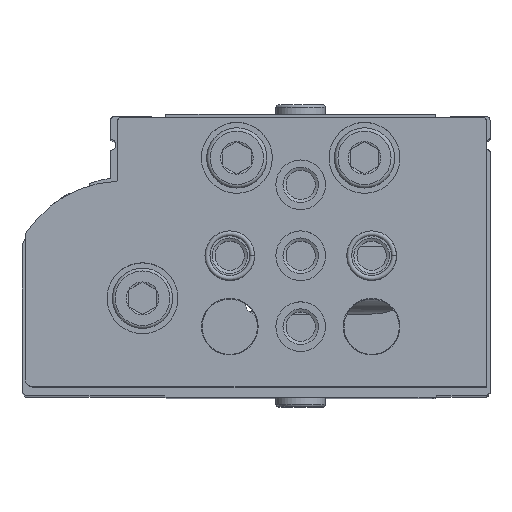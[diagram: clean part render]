
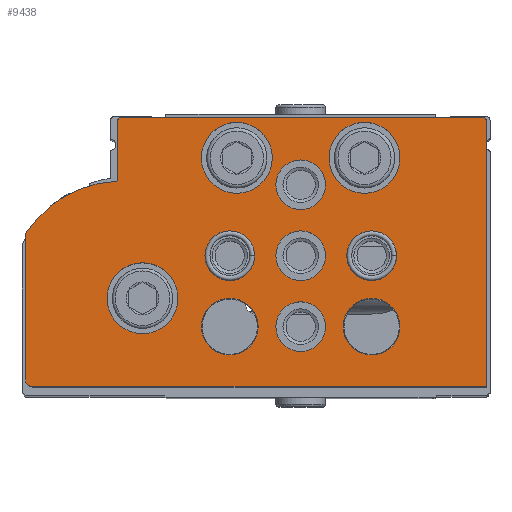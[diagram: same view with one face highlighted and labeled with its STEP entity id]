
A CAD part, top view. The second image highlights one B-rep face of the part: STEP entity #9438.
In plain terms, the highlighted face is planar.
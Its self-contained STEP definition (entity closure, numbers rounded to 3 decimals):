
#951=LINE('',#15877,#1676);
#953=LINE('',#15881,#1678);
#956=LINE('',#15889,#1681);
#961=LINE('',#15905,#1686);
#964=LINE('',#15913,#1689);
#1676=VECTOR('',#12915,1000.);
#1678=VECTOR('',#12919,1000.);
#1681=VECTOR('',#12928,1000.);
#1686=VECTOR('',#12947,1000.);
#1689=VECTOR('',#12956,1000.);
#3632=ORIENTED_EDGE('',*,*,#5301,.T.);
#3633=ORIENTED_EDGE('',*,*,#5302,.T.);
#3634=ORIENTED_EDGE('',*,*,#5303,.T.);
#3635=ORIENTED_EDGE('',*,*,#5304,.T.);
#3636=ORIENTED_EDGE('',*,*,#5305,.T.);
#3637=ORIENTED_EDGE('',*,*,#5306,.T.);
#3638=ORIENTED_EDGE('',*,*,#5307,.T.);
#3639=ORIENTED_EDGE('',*,*,#5308,.T.);
#3640=ORIENTED_EDGE('',*,*,#5309,.T.);
#3641=ORIENTED_EDGE('',*,*,#5310,.T.);
#3642=ORIENTED_EDGE('',*,*,#5278,.F.);
#3643=ORIENTED_EDGE('',*,*,#5299,.F.);
#3644=ORIENTED_EDGE('',*,*,#5297,.F.);
#3645=ORIENTED_EDGE('',*,*,#5295,.F.);
#3646=ORIENTED_EDGE('',*,*,#5293,.T.);
#3647=ORIENTED_EDGE('',*,*,#5291,.F.);
#3648=ORIENTED_EDGE('',*,*,#5289,.F.);
#3649=ORIENTED_EDGE('',*,*,#5287,.F.);
#3650=ORIENTED_EDGE('',*,*,#5285,.F.);
#3651=ORIENTED_EDGE('',*,*,#5283,.F.);
#3652=ORIENTED_EDGE('',*,*,#5281,.F.);
#5278=EDGE_CURVE('',#6301,#6302,#6885,.T.);
#5281=EDGE_CURVE('',#6302,#6303,#951,.T.);
#5283=EDGE_CURVE('',#6303,#6304,#953,.T.);
#5285=EDGE_CURVE('',#6304,#6305,#6886,.T.);
#5287=EDGE_CURVE('',#6305,#6306,#956,.T.);
#5289=EDGE_CURVE('',#6306,#6307,#6887,.T.);
#5291=EDGE_CURVE('',#6307,#6308,#6888,.T.);
#5293=EDGE_CURVE('',#6309,#6308,#6889,.T.);
#5295=EDGE_CURVE('',#6309,#6310,#961,.T.);
#5297=EDGE_CURVE('',#6310,#6311,#6890,.T.);
#5299=EDGE_CURVE('',#6311,#6301,#964,.T.);
#5301=EDGE_CURVE('',#6312,#6312,#6891,.T.);
#5302=EDGE_CURVE('',#6313,#6313,#6892,.T.);
#5303=EDGE_CURVE('',#6314,#6314,#6893,.T.);
#5304=EDGE_CURVE('',#6315,#6315,#6894,.T.);
#5305=EDGE_CURVE('',#6316,#6316,#6895,.T.);
#5306=EDGE_CURVE('',#6317,#6317,#6896,.T.);
#5307=EDGE_CURVE('',#6318,#6318,#6897,.T.);
#5308=EDGE_CURVE('',#6319,#6319,#6898,.T.);
#5309=EDGE_CURVE('',#6320,#6320,#6899,.T.);
#5310=EDGE_CURVE('',#6321,#6321,#6900,.T.);
#6301=VERTEX_POINT('',#15872);
#6302=VERTEX_POINT('',#15873);
#6303=VERTEX_POINT('',#15878);
#6304=VERTEX_POINT('',#15882);
#6305=VERTEX_POINT('',#15886);
#6306=VERTEX_POINT('',#15890);
#6307=VERTEX_POINT('',#15894);
#6308=VERTEX_POINT('',#15898);
#6309=VERTEX_POINT('',#15902);
#6310=VERTEX_POINT('',#15906);
#6311=VERTEX_POINT('',#15910);
#6312=VERTEX_POINT('',#15917);
#6313=VERTEX_POINT('',#15919);
#6314=VERTEX_POINT('',#15921);
#6315=VERTEX_POINT('',#15923);
#6316=VERTEX_POINT('',#15925);
#6317=VERTEX_POINT('',#15927);
#6318=VERTEX_POINT('',#15929);
#6319=VERTEX_POINT('',#15931);
#6320=VERTEX_POINT('',#15933);
#6321=VERTEX_POINT('',#15935);
#6885=CIRCLE('',#10622,0.5);
#6886=CIRCLE('',#10626,1.);
#6887=CIRCLE('',#10629,1.);
#6888=CIRCLE('',#10631,16.);
#6889=CIRCLE('',#10633,0.3);
#6890=CIRCLE('',#10636,0.5);
#6891=CIRCLE('',#10639,5.);
#6892=CIRCLE('',#10640,5.);
#6893=CIRCLE('',#10641,5.);
#6894=CIRCLE('',#10642,3.5);
#6895=CIRCLE('',#10643,3.5);
#6896=CIRCLE('',#10644,3.5);
#6897=CIRCLE('',#10645,3.5);
#6898=CIRCLE('',#10646,3.5);
#6899=CIRCLE('',#10647,4.);
#6900=CIRCLE('',#10648,4.);
#7552=EDGE_LOOP('',(#3632));
#7553=EDGE_LOOP('',(#3633));
#7554=EDGE_LOOP('',(#3634));
#7555=EDGE_LOOP('',(#3635));
#7556=EDGE_LOOP('',(#3636));
#7557=EDGE_LOOP('',(#3637));
#7558=EDGE_LOOP('',(#3638));
#7559=EDGE_LOOP('',(#3639));
#7560=EDGE_LOOP('',(#3640));
#7561=EDGE_LOOP('',(#3641));
#7562=EDGE_LOOP('',(#3642,#3643,#3644,#3645,#3646,#3647,#3648,#3649,#3650,
#3651,#3652));
#8415=FACE_BOUND('',#7552,.T.);
#8416=FACE_BOUND('',#7553,.T.);
#8417=FACE_BOUND('',#7554,.T.);
#8418=FACE_BOUND('',#7555,.T.);
#8419=FACE_BOUND('',#7556,.T.);
#8420=FACE_BOUND('',#7557,.T.);
#8421=FACE_BOUND('',#7558,.T.);
#8422=FACE_BOUND('',#7559,.T.);
#8423=FACE_BOUND('',#7560,.T.);
#8424=FACE_BOUND('',#7561,.T.);
#8425=FACE_BOUND('',#7562,.T.);
#8950=PLANE('',#10638);
#9438=ADVANCED_FACE('',(#8415,#8416,#8417,#8418,#8419,#8420,#8421,#8422,
#8423,#8424,#8425),#8950,.F.);
#10622=AXIS2_PLACEMENT_3D('',#15871,#12909,#12910);
#10626=AXIS2_PLACEMENT_3D('',#15885,#12923,#12924);
#10629=AXIS2_PLACEMENT_3D('',#15893,#12932,#12933);
#10631=AXIS2_PLACEMENT_3D('',#15897,#12937,#12938);
#10633=AXIS2_PLACEMENT_3D('',#15901,#12942,#12943);
#10636=AXIS2_PLACEMENT_3D('',#15909,#12951,#12952);
#10638=AXIS2_PLACEMENT_3D('',#15915,#12958,#12959);
#10639=AXIS2_PLACEMENT_3D('',#15916,#12960,#12961);
#10640=AXIS2_PLACEMENT_3D('',#15918,#12962,#12963);
#10641=AXIS2_PLACEMENT_3D('',#15920,#12964,#12965);
#10642=AXIS2_PLACEMENT_3D('',#15922,#12966,#12967);
#10643=AXIS2_PLACEMENT_3D('',#15924,#12968,#12969);
#10644=AXIS2_PLACEMENT_3D('',#15926,#12970,#12971);
#10645=AXIS2_PLACEMENT_3D('',#15928,#12972,#12973);
#10646=AXIS2_PLACEMENT_3D('',#15930,#12974,#12975);
#10647=AXIS2_PLACEMENT_3D('',#15932,#12976,#12977);
#10648=AXIS2_PLACEMENT_3D('',#15934,#12978,#12979);
#12909=DIRECTION('',(0.,0.,1.));
#12910=DIRECTION('',(1.,0.,0.));
#12915=DIRECTION('',(0.,-1.,0.));
#12919=DIRECTION('',(1.,0.,0.));
#12923=DIRECTION('',(0.,0.,1.));
#12924=DIRECTION('',(1.,0.,0.));
#12928=DIRECTION('',(0.,1.,0.));
#12932=DIRECTION('',(0.,0.,1.));
#12933=DIRECTION('',(1.,0.,0.));
#12937=DIRECTION('',(0.,0.,1.));
#12938=DIRECTION('',(1.,0.,0.));
#12942=DIRECTION('',(0.,0.,1.));
#12943=DIRECTION('',(1.,0.,0.));
#12947=DIRECTION('',(0.,1.,0.));
#12951=DIRECTION('',(0.,0.,1.));
#12952=DIRECTION('',(1.,0.,0.));
#12956=DIRECTION('',(-1.,0.,0.));
#12958=DIRECTION('',(0.,0.,1.));
#12959=DIRECTION('',(1.,0.,0.));
#12960=DIRECTION('',(0.,0.,1.));
#12961=DIRECTION('',(1.,0.,0.));
#12962=DIRECTION('',(0.,0.,1.));
#12963=DIRECTION('',(1.,0.,0.));
#12964=DIRECTION('',(0.,0.,1.));
#12965=DIRECTION('',(1.,0.,0.));
#12966=DIRECTION('',(0.,0.,1.));
#12967=DIRECTION('',(1.,0.,0.));
#12968=DIRECTION('',(0.,0.,1.));
#12969=DIRECTION('',(1.,0.,0.));
#12970=DIRECTION('',(0.,0.,1.));
#12971=DIRECTION('',(1.,0.,0.));
#12972=DIRECTION('',(0.,0.,1.));
#12973=DIRECTION('',(1.,0.,0.));
#12974=DIRECTION('',(0.,0.,1.));
#12975=DIRECTION('',(1.,0.,0.));
#12976=DIRECTION('',(0.,0.,1.));
#12977=DIRECTION('',(1.,0.,0.));
#12978=DIRECTION('',(0.,0.,1.));
#12979=DIRECTION('',(1.,0.,0.));
#15871=CARTESIAN_POINT('',(0.5,37.5,0.));
#15872=CARTESIAN_POINT('',(0.5,38.,0.));
#15873=CARTESIAN_POINT('',(0.,37.5,0.));
#15877=CARTESIAN_POINT('',(0.,37.5,0.));
#15878=CARTESIAN_POINT('',(0.,0.,0.));
#15881=CARTESIAN_POINT('',(0.,0.,0.));
#15882=CARTESIAN_POINT('',(64.,0.,0.));
#15885=CARTESIAN_POINT('',(64.,1.,0.));
#15886=CARTESIAN_POINT('',(65.,1.,0.));
#15889=CARTESIAN_POINT('',(65.,1.,0.));
#15890=CARTESIAN_POINT('',(65.,21.292,0.));
#15893=CARTESIAN_POINT('',(64.,21.292,0.));
#15894=CARTESIAN_POINT('',(64.833,21.844,0.));
#15897=CARTESIAN_POINT('',(51.5,13.,0.));
#15898=CARTESIAN_POINT('',(52.285,28.981,0.));
#15901=CARTESIAN_POINT('',(52.3,29.28,0.));
#15902=CARTESIAN_POINT('',(52.,29.28,0.));
#15905=CARTESIAN_POINT('',(52.,29.28,0.));
#15906=CARTESIAN_POINT('',(52.,37.5,0.));
#15909=CARTESIAN_POINT('',(51.5,37.5,0.));
#15910=CARTESIAN_POINT('',(51.5,38.,0.));
#15913=CARTESIAN_POINT('',(51.5,38.,0.));
#15915=CARTESIAN_POINT('',(0.5,37.5,0.));
#15916=CARTESIAN_POINT('',(48.5,12.5,0.));
#15917=CARTESIAN_POINT('',(53.5,12.5,0.));
#15918=CARTESIAN_POINT('',(35.2,32.3,0.));
#15919=CARTESIAN_POINT('',(40.2,32.3,0.));
#15920=CARTESIAN_POINT('',(17.2,32.3,0.));
#15921=CARTESIAN_POINT('',(22.2,32.3,0.));
#15922=CARTESIAN_POINT('',(26.2,28.5,0.));
#15923=CARTESIAN_POINT('',(29.7,28.5,0.));
#15924=CARTESIAN_POINT('',(36.2,18.5,0.));
#15925=CARTESIAN_POINT('',(39.7,18.5,0.));
#15926=CARTESIAN_POINT('',(26.2,18.5,0.));
#15927=CARTESIAN_POINT('',(29.7,18.5,0.));
#15928=CARTESIAN_POINT('',(16.2,18.5,0.));
#15929=CARTESIAN_POINT('',(19.7,18.5,0.));
#15930=CARTESIAN_POINT('',(26.2,8.5,0.));
#15931=CARTESIAN_POINT('',(29.7,8.5,0.));
#15932=CARTESIAN_POINT('',(36.2,8.5,0.));
#15933=CARTESIAN_POINT('',(40.2,8.5,0.));
#15934=CARTESIAN_POINT('',(16.2,8.5,0.));
#15935=CARTESIAN_POINT('',(20.2,8.5,0.));
